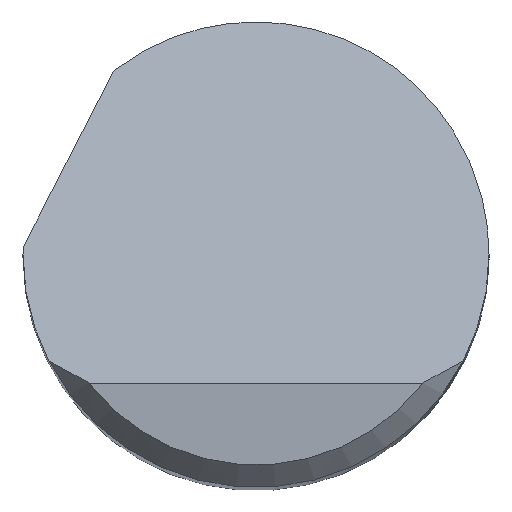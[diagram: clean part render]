
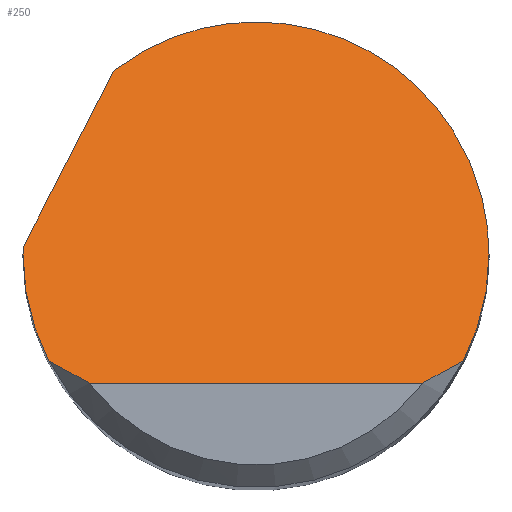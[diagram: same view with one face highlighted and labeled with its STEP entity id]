
A CAD part, top view. The second image highlights one B-rep face of the part: STEP entity #250.
In plain terms, the highlighted planar face has unit normal (0, 0.707, 0.707).
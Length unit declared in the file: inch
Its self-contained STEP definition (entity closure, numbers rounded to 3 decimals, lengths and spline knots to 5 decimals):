
#12 = CARTESIAN_POINT ( 'NONE',  ( -0.11186, -0.08625, 2. ) ) ;
#17 =( BOUNDED_CURVE ( )  B_SPLINE_CURVE ( 3, ( #481, #426, #605, #370 ),
 .UNSPECIFIED., .F., .T. ) 
 B_SPLINE_CURVE_WITH_KNOTS ( ( 4, 4 ),
 ( 4.23889, 4.71239 ),
 .UNSPECIFIED. ) 
 CURVE ( )  GEOMETRIC_REPRESENTATION_ITEM ( )  RATIONAL_B_SPLINE_CURVE ( ( 1., 0.981, 0.981, 1. ) ) 
 REPRESENTATION_ITEM ( '' )  );
#21 = DIRECTION ( 'NONE',  ( 0., -0.707, -0.707 ) ) ;
#50 = ORIENTED_EDGE ( 'NONE', *, *, #527, .T. ) ;
#68 = CARTESIAN_POINT ( 'NONE',  ( 0.15625, -0.02489, 1.93864 ) ) ;
#76 = CARTESIAN_POINT ( 'NONE',  ( 0.12131, -0.0816, 1.99535 ) ) ;
#83 = CARTESIAN_POINT ( 'NONE',  ( -0.15625, 0.00167, 1.91208 ) ) ;
#88 = LINE ( 'NONE', #541, #647 ) ;
#89 = CARTESIAN_POINT ( 'NONE',  ( -0.13906, -0.07125, 1.985 ) ) ;
#95 =( BOUNDED_CURVE ( )  B_SPLINE_CURVE ( 3, ( #598, #83, #97, #363 ),
 .UNSPECIFIED., .F., .T. ) 
 B_SPLINE_CURVE_WITH_KNOTS ( ( 4, 4 ),
 ( 4.71239, 4.74439 ),
 .UNSPECIFIED. ) 
 CURVE ( )  GEOMETRIC_REPRESENTATION_ITEM ( )  RATIONAL_B_SPLINE_CURVE ( ( 1., 1., 1., 1. ) ) 
 REPRESENTATION_ITEM ( '' )  );
#97 = CARTESIAN_POINT ( 'NONE',  ( -0.15622, 0.00333, 1.91042 ) ) ;
#108 = CARTESIAN_POINT ( 'NONE',  ( -0.13906, -0.07125, 1.985 ) ) ;
#150 = EDGE_CURVE ( 'NONE', #432, #684, #431, .T. ) ;
#152 = CARTESIAN_POINT ( 'NONE',  ( -0.09521, 0.12389, 1.78986 ) ) ;
#154 = CARTESIAN_POINT ( 'NONE',  ( -0.19753, -0.07567, 1.98942 ) ) ;
#161 = EDGE_CURVE ( 'NONE', #227, #285, #88, .T. ) ;
#165 = ORIENTED_EDGE ( 'NONE', *, *, #315, .F. ) ;
#168 = ORIENTED_EDGE ( 'NONE', *, *, #150, .F. ) ;
#174 = CARTESIAN_POINT ( 'NONE',  ( 0.13035, -0.07657, 1.99032 ) ) ;
#188 = CARTESIAN_POINT ( 'NONE',  ( -0.15625, -0.08625, 2. ) ) ;
#200 = CARTESIAN_POINT ( 'NONE',  ( 0.15625, 0., 1.91375 ) ) ;
#201 = AXIS2_PLACEMENT_3D ( 'NONE', #188, #21, #650 ) ;
#203 = CARTESIAN_POINT ( 'NONE',  ( 0.02277, 0.21456, 1.69919 ) ) ;
#227 = VERTEX_POINT ( 'NONE', #12 ) ;
#237 = ORIENTED_EDGE ( 'NONE', *, *, #161, .T. ) ;
#250 = ADVANCED_FACE ( 'NONE', ( #645 ), #531, .F. ) ;
#280 = VERTEX_POINT ( 'NONE', #379 ) ;
#285 = VERTEX_POINT ( 'NONE', #497 ) ;
#297 = CARTESIAN_POINT ( 'NONE',  ( 0.13906, -0.07125, 1.985 ) ) ;
#299 = CARTESIAN_POINT ( 'NONE',  ( 0.13906, -0.07125, 1.985 ) ) ;
#311 = DIRECTION ( 'NONE',  ( 1., 0., 0. ) ) ;
#314 = CARTESIAN_POINT ( 'NONE',  ( 0.13906, -0.07125, 1.985 ) ) ;
#315 = EDGE_CURVE ( 'NONE', #729, #739, #425, .T. ) ;
#329 = EDGE_LOOP ( 'NONE', ( #237, #50, #165, #521, #168, #702, #679, #457 ) ) ;
#332 = CARTESIAN_POINT ( 'NONE',  ( -0.13035, -0.07657, 1.99032 ) ) ;
#356 =( BOUNDED_CURVE ( )  B_SPLINE_CURVE ( 3, ( #545, #203, #611, #551 ),
 .UNSPECIFIED., .F., .T. ) 
 B_SPLINE_CURVE_WITH_KNOTS ( ( 4, 4 ),
 ( 5.62792, 7.85398 ),
 .UNSPECIFIED. ) 
 CURVE ( )  GEOMETRIC_REPRESENTATION_ITEM ( )  RATIONAL_B_SPLINE_CURVE ( ( 1., 0.628, 0.628, 1. ) ) 
 REPRESENTATION_ITEM ( '' )  );
#363 = CARTESIAN_POINT ( 'NONE',  ( -0.15617, 0.005, 1.90875 ) ) ;
#370 = CARTESIAN_POINT ( 'NONE',  ( -0.15625, 0., 1.91375 ) ) ;
#379 = CARTESIAN_POINT ( 'NONE',  ( -0.15625, 0., 1.91375 ) ) ;
#387 = CARTESIAN_POINT ( 'NONE',  ( 0.15625, 0., 1.91375 ) ) ;
#425 =( BOUNDED_CURVE ( )  B_SPLINE_CURVE ( 3, ( #387, #68, #640, #297 ),
 .UNSPECIFIED., .F., .F. ) 
 B_SPLINE_CURVE_WITH_KNOTS ( ( 4, 4 ),
 ( 1.5708, 2.04429 ),
 .UNSPECIFIED. ) 
 CURVE ( )  GEOMETRIC_REPRESENTATION_ITEM ( )  RATIONAL_B_SPLINE_CURVE ( ( 1., 0.981, 0.981, 1. ) ) 
 REPRESENTATION_ITEM ( '' )  );
#426 = CARTESIAN_POINT ( 'NONE',  ( -0.15041, -0.04909, 1.96284 ) ) ;
#431 = LINE ( 'NONE', #154, #698 ) ;
#432 = VERTEX_POINT ( 'NONE', #622 ) ;
#436 = EDGE_CURVE ( 'NONE', #731, #227, #542, .T. ) ;
#457 = ORIENTED_EDGE ( 'NONE', *, *, #436, .T. ) ;
#471 = CARTESIAN_POINT ( 'NONE',  ( 0.11186, -0.08625, 2. ) ) ;
#481 = CARTESIAN_POINT ( 'NONE',  ( -0.13906, -0.07125, 1.985 ) ) ;
#489 = CARTESIAN_POINT ( 'NONE',  ( -0.12131, -0.0816, 1.99535 ) ) ;
#497 = CARTESIAN_POINT ( 'NONE',  ( 0.11186, -0.08625, 2. ) ) ;
#515 = B_SPLINE_CURVE_WITH_KNOTS ( 'NONE', 3,
 ( #471, #76, #174, #299 ),
 .UNSPECIFIED., .F., .F.,
 ( 4, 4 ),
 ( 0., 0.00088 ),
 .UNSPECIFIED. ) ;
#521 = ORIENTED_EDGE ( 'NONE', *, *, #627, .F. ) ;
#527 = EDGE_CURVE ( 'NONE', #285, #739, #515, .T. ) ;
#531 = PLANE ( 'NONE',  #201 ) ;
#541 = CARTESIAN_POINT ( 'NONE',  ( 0., -0.08625, 2. ) ) ;
#542 = B_SPLINE_CURVE_WITH_KNOTS ( 'NONE', 3,
 ( #108, #332, #489, #565 ),
 .UNSPECIFIED., .F., .F.,
 ( 4, 4 ),
 ( 0., 0.00088 ),
 .UNSPECIFIED. ) ;
#545 = CARTESIAN_POINT ( 'NONE',  ( -0.09521, 0.12389, 1.78986 ) ) ;
#551 = CARTESIAN_POINT ( 'NONE',  ( 0.15625, 0., 1.91375 ) ) ;
#565 = CARTESIAN_POINT ( 'NONE',  ( -0.11186, -0.08625, 2. ) ) ;
#598 = CARTESIAN_POINT ( 'NONE',  ( -0.15625, 0., 1.91375 ) ) ;
#605 = CARTESIAN_POINT ( 'NONE',  ( -0.15625, -0.02489, 1.93864 ) ) ;
#611 = CARTESIAN_POINT ( 'NONE',  ( 0.15625, 0.1488, 1.76495 ) ) ;
#615 = EDGE_CURVE ( 'NONE', #731, #280, #17, .T. ) ;
#622 = CARTESIAN_POINT ( 'NONE',  ( -0.15617, 0.005, 1.90875 ) ) ;
#627 = EDGE_CURVE ( 'NONE', #684, #729, #356, .T. ) ;
#640 = CARTESIAN_POINT ( 'NONE',  ( 0.15041, -0.04909, 1.96284 ) ) ;
#642 = EDGE_CURVE ( 'NONE', #280, #432, #95, .T. ) ;
#645 = FACE_OUTER_BOUND ( 'NONE', #329, .T. ) ;
#647 = VECTOR ( 'NONE', #311, 39.37008 ) ;
#650 = DIRECTION ( 'NONE',  ( 0., 0.707, -0.707 ) ) ;
#670 = DIRECTION ( 'NONE',  ( 0.341, 0.665, -0.665 ) ) ;
#679 = ORIENTED_EDGE ( 'NONE', *, *, #615, .F. ) ;
#684 = VERTEX_POINT ( 'NONE', #152 ) ;
#698 = VECTOR ( 'NONE', #670, 39.37008 ) ;
#702 = ORIENTED_EDGE ( 'NONE', *, *, #642, .F. ) ;
#729 = VERTEX_POINT ( 'NONE', #200 ) ;
#731 = VERTEX_POINT ( 'NONE', #89 ) ;
#739 = VERTEX_POINT ( 'NONE', #314 ) ;
